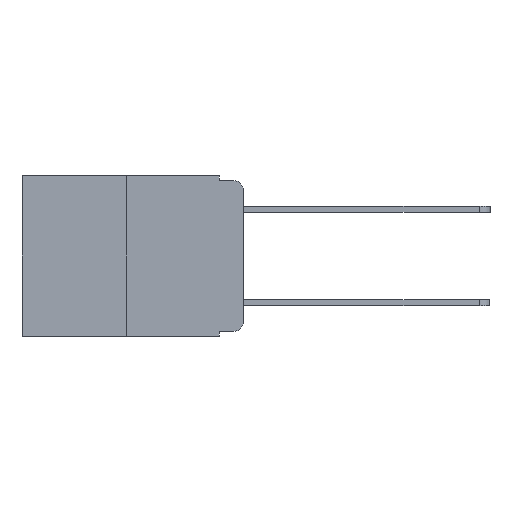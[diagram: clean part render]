
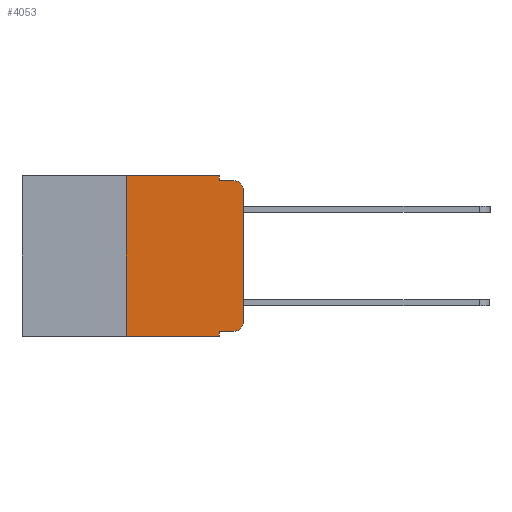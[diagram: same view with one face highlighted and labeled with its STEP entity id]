
A CAD part, left-side view. The second image highlights one B-rep face of the part: STEP entity #4053.
In plain terms, the highlighted planar face has unit normal (-1, 0, 0).
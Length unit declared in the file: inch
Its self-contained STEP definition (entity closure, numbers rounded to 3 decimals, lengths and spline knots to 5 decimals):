
#852 = ORIENTED_EDGE ( 'NONE', *, *, #14341, .F. ) ;
#927 = DIRECTION ( 'NONE',  ( 0., 0., -1. ) ) ;
#941 = VERTEX_POINT ( 'NONE', #10395 ) ;
#1282 = VECTOR ( 'NONE', #13170, 39.37008 ) ;
#1541 = DIRECTION ( 'NONE',  ( 0., -1., 0. ) ) ;
#1553 = ORIENTED_EDGE ( 'NONE', *, *, #2935, .F. ) ;
#1599 = ORIENTED_EDGE ( 'NONE', *, *, #11581, .T. ) ;
#1797 = EDGE_CURVE ( 'NONE', #5119, #14394, #12143, .T. ) ;
#1870 = LINE ( 'NONE', #7115, #13495 ) ;
#2798 = EDGE_CURVE ( 'NONE', #5683, #5119, #5142, .T. ) ;
#2935 = EDGE_CURVE ( 'NONE', #941, #13729, #14454, .T. ) ;
#3275 = CARTESIAN_POINT ( 'NONE',  ( 0., 0.02, -0.03 ) ) ;
#3532 = LINE ( 'NONE', #18160, #10553 ) ;
#4053 = ADVANCED_FACE ( 'NONE', ( #12101 ), #17378, .F. ) ;
#4300 = LINE ( 'NONE', #9805, #11288 ) ;
#4697 = DIRECTION ( 'NONE',  ( 0., 0., -1. ) ) ;
#5119 = VERTEX_POINT ( 'NONE', #12896 ) ;
#5142 = LINE ( 'NONE', #6299, #1282 ) ;
#5221 = CARTESIAN_POINT ( 'NONE',  ( 0., 0.02, -0.313 ) ) ;
#5683 = VERTEX_POINT ( 'NONE', #5779 ) ;
#5779 = CARTESIAN_POINT ( 'NONE',  ( 0., 0., -0.313 ) ) ;
#6299 = CARTESIAN_POINT ( 'NONE',  ( 0., 0., 0. ) ) ;
#6440 = DIRECTION ( 'NONE',  ( 0., 0., -1. ) ) ;
#6554 = VERTEX_POINT ( 'NONE', #16196 ) ;
#6629 = DIRECTION ( 'NONE',  ( 0., 0., -1. ) ) ;
#6693 = ORIENTED_EDGE ( 'NONE', *, *, #17950, .F. ) ;
#6832 = VECTOR ( 'NONE', #927, 39.37008 ) ;
#7115 = CARTESIAN_POINT ( 'NONE',  ( 0., 0.25, 0. ) ) ;
#7172 = ORIENTED_EDGE ( 'NONE', *, *, #12520, .F. ) ;
#7319 = VECTOR ( 'NONE', #8625, 39.37008 ) ;
#7555 = DIRECTION ( 'NONE',  ( 0., -1., 0. ) ) ;
#7767 = EDGE_CURVE ( 'NONE', #17176, #6554, #3532, .T. ) ;
#8104 = CARTESIAN_POINT ( 'NONE',  ( 0., 0.051, 0. ) ) ;
#8354 = CARTESIAN_POINT ( 'NONE',  ( 0., 0.02, -0.333 ) ) ;
#8393 = AXIS2_PLACEMENT_3D ( 'NONE', #3275, #13001, #4697 ) ;
#8472 = DIRECTION ( 'NONE',  ( 0., 0., 1. ) ) ;
#8625 = DIRECTION ( 'NONE',  ( 0., -1., 0. ) ) ;
#8817 = EDGE_LOOP ( 'NONE', ( #12125, #17422, #6693, #14891, #1553, #852, #12796, #7172, #1599, #13025 ) ) ;
#9805 = CARTESIAN_POINT ( 'NONE',  ( 0., 0.051, 0. ) ) ;
#9824 = VERTEX_POINT ( 'NONE', #10305 ) ;
#10305 = CARTESIAN_POINT ( 'NONE',  ( 0., 0.051, -0.01 ) ) ;
#10385 = CARTESIAN_POINT ( 'NONE',  ( 0., 0.051, -0.333 ) ) ;
#10395 = CARTESIAN_POINT ( 'NONE',  ( 0., 0.25, 0. ) ) ;
#10417 = VECTOR ( 'NONE', #7555, 39.37008 ) ;
#10553 = VECTOR ( 'NONE', #1541, 39.37008 ) ;
#10629 = CARTESIAN_POINT ( 'NONE',  ( 0., 0.473, 0. ) ) ;
#10696 = EDGE_CURVE ( 'NONE', #13882, #5683, #11898, .T. ) ;
#11021 = VECTOR ( 'NONE', #13099, 39.37008 ) ;
#11139 = DIRECTION ( 'NONE',  ( 0., 0., -1. ) ) ;
#11288 = VECTOR ( 'NONE', #11139, 39.37008 ) ;
#11581 = EDGE_CURVE ( 'NONE', #11730, #13882, #14626, .T. ) ;
#11730 = VERTEX_POINT ( 'NONE', #16012 ) ;
#11898 = CIRCLE ( 'NONE', #16714, 0.02 ) ;
#12101 = FACE_OUTER_BOUND ( 'NONE', #8817, .T. ) ;
#12125 = ORIENTED_EDGE ( 'NONE', *, *, #2798, .T. ) ;
#12143 = CIRCLE ( 'NONE', #8393, 0.02 ) ;
#12520 = EDGE_CURVE ( 'NONE', #11730, #6554, #18164, .T. ) ;
#12772 = CARTESIAN_POINT ( 'NONE',  ( 0., 0.051, -0.01 ) ) ;
#12796 = ORIENTED_EDGE ( 'NONE', *, *, #7767, .T. ) ;
#12896 = CARTESIAN_POINT ( 'NONE',  ( 0., 0., -0.03 ) ) ;
#13001 = DIRECTION ( 'NONE',  ( -1., 0., 0. ) ) ;
#13025 = ORIENTED_EDGE ( 'NONE', *, *, #10696, .T. ) ;
#13099 = DIRECTION ( 'NONE',  ( 0., -1., 0. ) ) ;
#13170 = DIRECTION ( 'NONE',  ( 0., 0., 1. ) ) ;
#13495 = VECTOR ( 'NONE', #8472, 39.37008 ) ;
#13729 = VERTEX_POINT ( 'NONE', #8104 ) ;
#13882 = VERTEX_POINT ( 'NONE', #8354 ) ;
#14111 = CARTESIAN_POINT ( 'NONE',  ( 0., 0.02, -0.01 ) ) ;
#14341 = EDGE_CURVE ( 'NONE', #17176, #941, #1870, .T. ) ;
#14394 = VERTEX_POINT ( 'NONE', #14111 ) ;
#14454 = LINE ( 'NONE', #15732, #10417 ) ;
#14626 = LINE ( 'NONE', #10385, #11021 ) ;
#14712 = DIRECTION ( 'NONE',  ( 1., 0., 0. ) ) ;
#14891 = ORIENTED_EDGE ( 'NONE', *, *, #16168, .F. ) ;
#14894 = DIRECTION ( 'NONE',  ( -1., 0., 0. ) ) ;
#14916 = CARTESIAN_POINT ( 'NONE',  ( 0., 0.051, 0. ) ) ;
#15080 = LINE ( 'NONE', #12772, #7319 ) ;
#15181 = CARTESIAN_POINT ( 'NONE',  ( 0., 0.25, -0.343 ) ) ;
#15732 = CARTESIAN_POINT ( 'NONE',  ( 0., 0.473, 0. ) ) ;
#16012 = CARTESIAN_POINT ( 'NONE',  ( 0., 0.051, -0.333 ) ) ;
#16168 = EDGE_CURVE ( 'NONE', #13729, #9824, #4300, .T. ) ;
#16196 = CARTESIAN_POINT ( 'NONE',  ( 0., 0.051, -0.343 ) ) ;
#16714 = AXIS2_PLACEMENT_3D ( 'NONE', #5221, #14894, #6629 ) ;
#17176 = VERTEX_POINT ( 'NONE', #15181 ) ;
#17378 = PLANE ( 'NONE',  #18114 ) ;
#17422 = ORIENTED_EDGE ( 'NONE', *, *, #1797, .T. ) ;
#17950 = EDGE_CURVE ( 'NONE', #9824, #14394, #15080, .T. ) ;
#18114 = AXIS2_PLACEMENT_3D ( 'NONE', #10629, #14712, #6440 ) ;
#18160 = CARTESIAN_POINT ( 'NONE',  ( 0., 0.473, -0.343 ) ) ;
#18164 = LINE ( 'NONE', #14916, #6832 ) ;
